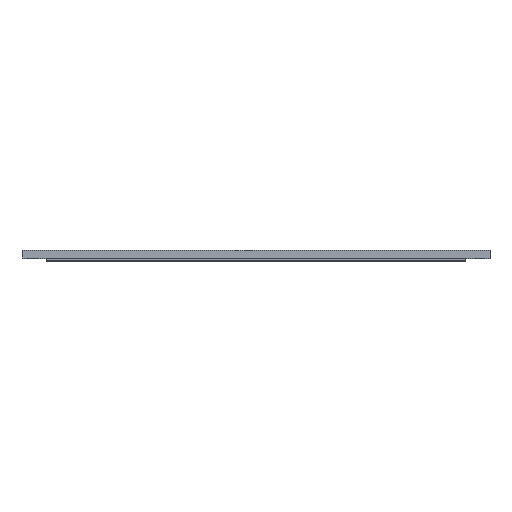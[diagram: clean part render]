
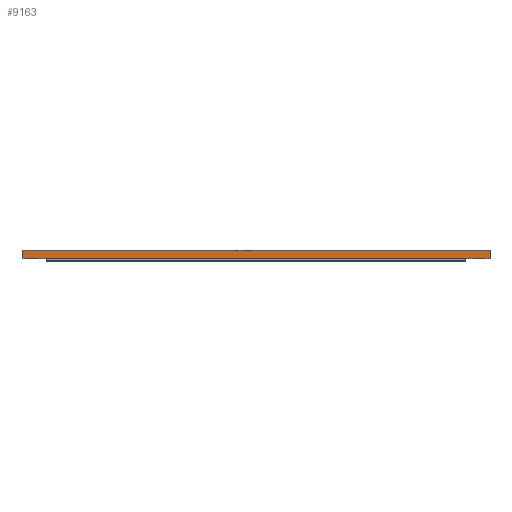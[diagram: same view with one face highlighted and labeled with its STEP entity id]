
A CAD part, top view. The second image highlights one B-rep face of the part: STEP entity #9163.
In plain terms, the highlighted face is planar.
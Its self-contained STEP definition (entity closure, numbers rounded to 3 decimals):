
#591=FACE_OUTER_BOUND('',#1121,.T.);
#1121=EDGE_LOOP('',(#6876,#6877,#6878,#6879));
#1616=LINE('',#12549,#2785);
#1934=LINE('',#13260,#3103);
#1951=LINE('',#13297,#3120);
#1958=LINE('',#13310,#3127);
#2785=VECTOR('',#10180,10.);
#3103=VECTOR('',#10818,10.);
#3120=VECTOR('',#10841,10.);
#3127=VECTOR('',#10860,10.);
#3945=VERTEX_POINT('',#12547);
#3946=VERTEX_POINT('',#12548);
#4178=VERTEX_POINT('',#13258);
#4179=VERTEX_POINT('',#13259);
#4800=EDGE_CURVE('',#3945,#3946,#1616,.T.);
#5156=EDGE_CURVE('',#4178,#4179,#1934,.T.);
#5175=EDGE_CURVE('',#4179,#3945,#1951,.T.);
#5182=EDGE_CURVE('',#4178,#3946,#1958,.T.);
#6876=ORIENTED_EDGE('',*,*,#5156,.F.);
#6877=ORIENTED_EDGE('',*,*,#5182,.T.);
#6878=ORIENTED_EDGE('',*,*,#4800,.F.);
#6879=ORIENTED_EDGE('',*,*,#5175,.F.);
#8757=PLANE('',#9700);
#9163=ADVANCED_FACE('',(#591),#8757,.T.);
#9700=AXIS2_PLACEMENT_3D('',#13311,#10861,#10862);
#10180=DIRECTION('',(1.,0.,0.));
#10818=DIRECTION('',(-1.,0.,0.));
#10841=DIRECTION('',(0.,0.,-1.));
#10860=DIRECTION('',(0.,0.,-1.));
#10861=DIRECTION('center_axis',(0.,1.,0.));
#10862=DIRECTION('ref_axis',(1.,0.,0.));
#12547=CARTESIAN_POINT('',(-86.3,329.05,-34.6));
#12548=CARTESIAN_POINT('',(86.25,329.05,-34.6));
#12549=CARTESIAN_POINT('',(43.112,329.05,-34.6));
#13258=CARTESIAN_POINT('',(86.25,329.05,-31.8));
#13259=CARTESIAN_POINT('',(-86.3,329.05,-31.8));
#13260=CARTESIAN_POINT('',(43.112,329.05,-31.8));
#13297=CARTESIAN_POINT('',(-86.3,329.05,-31.8));
#13310=CARTESIAN_POINT('',(86.25,329.05,-31.8));
#13311=CARTESIAN_POINT('Origin',(-86.3,329.05,-31.8));
